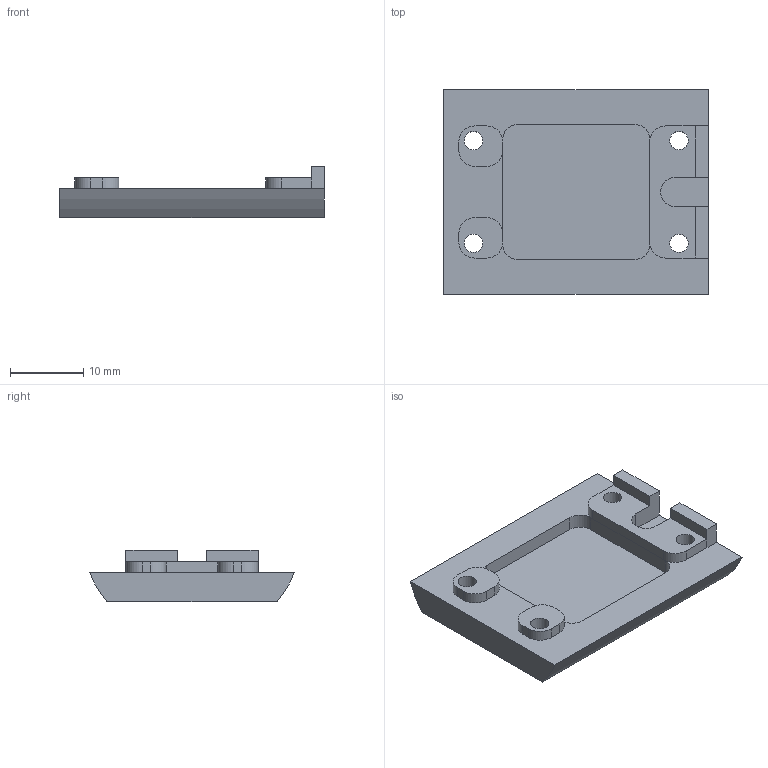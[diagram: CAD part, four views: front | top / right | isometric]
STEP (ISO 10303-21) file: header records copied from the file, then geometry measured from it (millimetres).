
FILE_DESCRIPTION(('FreeCAD Model'),'2;1');
FILE_NAME('Open CASCADE Shape Model','2024-01-12T13:28:46',(''),(''), 'Open CASCADE STEP processor 7.6','FreeCAD','Unknown');
FILE_SCHEMA(('AP242_MANAGED_MODEL_BASED_3D_ENGINEERING_MIM_LF. {1 0 10303 442 1 1 4 }'));
Length unit declared in the file: millimetre
Products named in the file (1): enclosure-bottom001
Bounding box: 36.07 x 27.9 x 7.06 mm (x, y, z)
Volume: 3011 mm3; surface area: 2966.8 mm2
Topology: 1 solids, 1 shells, 83 faces, 221 edges, 144 vertices
Faces by surface type: plane 62, cylinder 21
Full cylindrical faces by diameter (mm): 2.5 x4
Entity records: 2595 total; most frequent: CARTESIAN_POINT 449, ORIENTED_EDGE 442, DIRECTION 431, EDGE_CURVE 221, LINE 179, VECTOR 179, VERTEX_POINT 144, AXIS2_PLACEMENT_3D 126
